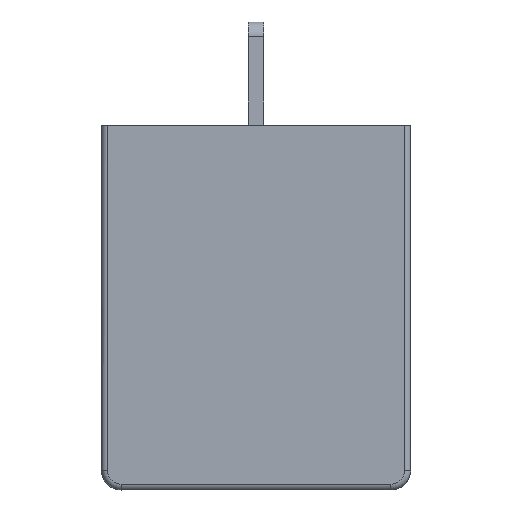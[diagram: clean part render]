
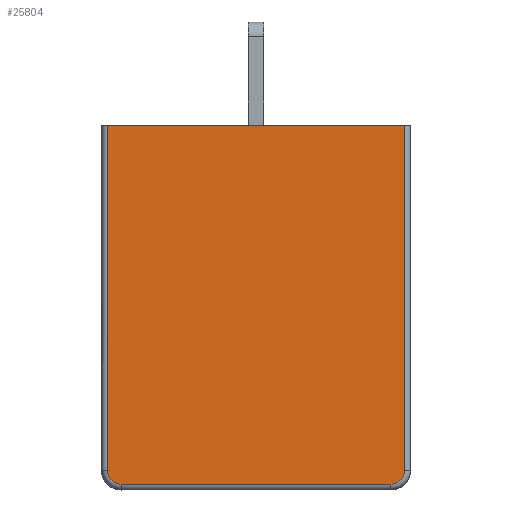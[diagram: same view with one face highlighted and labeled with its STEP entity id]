
A CAD part, front view. The second image highlights one B-rep face of the part: STEP entity #25804.
In plain terms, the highlighted planar face has unit normal (0, -1, -0.014).
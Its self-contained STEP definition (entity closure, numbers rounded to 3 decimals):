
#17728=CARTESIAN_POINT('',(15.6,-20.8,
-0.002));
#17730=DIRECTION('',(-1.,0.,0.));
#17731=VECTOR('',#17730,15.);
#17732=CARTESIAN_POINT('',(15.6,-20.8,
-0.002));
#17733=LINE('',#17732,#17731);
#17822=DIRECTION('',(0.,0.014,-1.));
#17823=VECTOR('',#17822,17.406);
#17824=CARTESIAN_POINT('',(0.6,-20.8,
-0.002));
#17825=LINE('',#17824,#17823);
#17826=CARTESIAN_POINT('',(14.9,-20.562,
-17.406));
#17827=DIRECTION('',(0.,1.,0.014));
#17828=DIRECTION('',(1.,0.,0.));
#17829=AXIS2_PLACEMENT_3D('',#17826,#17827,#17828);
#17831=CARTESIAN_POINT('',(1.3,-20.562,
-17.406));
#17832=DIRECTION('',(0.,1.,0.014));
#17833=DIRECTION('',(0.,0.014,-1.));
#17834=AXIS2_PLACEMENT_3D('',#17831,#17832,#17833);
#17836=DIRECTION('',(0.,-0.014,1.));
#17837=VECTOR('',#17836,17.406);
#17838=CARTESIAN_POINT('',(15.6,-20.562,
-17.406));
#17839=LINE('',#17838,#17837);
#17874=DIRECTION('',(1.,0.,0.));
#17875=VECTOR('',#17874,13.6);
#17876=CARTESIAN_POINT('',(1.3,-20.553,
-18.106));
#17877=LINE('',#17876,#17875);
#24793=VERTEX_POINT('',#17728);
#24794=CARTESIAN_POINT('',(0.6,-20.8,
-0.002));
#24795=VERTEX_POINT('',#24794);
#24806=CARTESIAN_POINT('',(0.6,-20.562,
-17.406));
#24807=VERTEX_POINT('',#24806);
#24808=CARTESIAN_POINT('',(15.6,-20.562,
-17.406));
#24809=VERTEX_POINT('',#24808);
#24810=CARTESIAN_POINT('',(14.9,-20.553,
-18.106));
#24811=VERTEX_POINT('',#24810);
#24812=CARTESIAN_POINT('',(1.3,-20.553,
-18.106));
#24813=VERTEX_POINT('',#24812);
#25787=CARTESIAN_POINT('',(8.1,-20.677,
-9.004));
#25788=DIRECTION('',(0.,1.,0.014));
#25789=DIRECTION('',(0.,0.014,-1.));
#25790=AXIS2_PLACEMENT_3D('',#25787,#25788,#25789);
#25791=PLANE('',#25790);
#25792=ORIENTED_EDGE('',*,*,#25779,.F.);
#25793=ORIENTED_EDGE('',*,*,#25681,.F.);
#25795=ORIENTED_EDGE('',*,*,#25794,.F.);
#25797=ORIENTED_EDGE('',*,*,#25796,.T.);
#25799=ORIENTED_EDGE('',*,*,#25798,.F.);
#25801=ORIENTED_EDGE('',*,*,#25800,.T.);
#25802=EDGE_LOOP('',(#25792,#25793,#25795,#25797,#25799,#25801));
#25803=FACE_OUTER_BOUND('',#25802,.F.);
#17830=CIRCLE('',#17829,0.7);
#17835=CIRCLE('',#17834,0.7);
#25681=EDGE_CURVE('',#24793,#24795,#17733,.T.);
#25779=EDGE_CURVE('',#24795,#24807,#17825,.T.);
#25794=EDGE_CURVE('',#24809,#24793,#17839,.T.);
#25796=EDGE_CURVE('',#24809,#24811,#17830,.T.);
#25798=EDGE_CURVE('',#24813,#24811,#17877,.T.);
#25800=EDGE_CURVE('',#24813,#24807,#17835,.T.);
#25804=ADVANCED_FACE('',(#25803),#25791,.F.);
